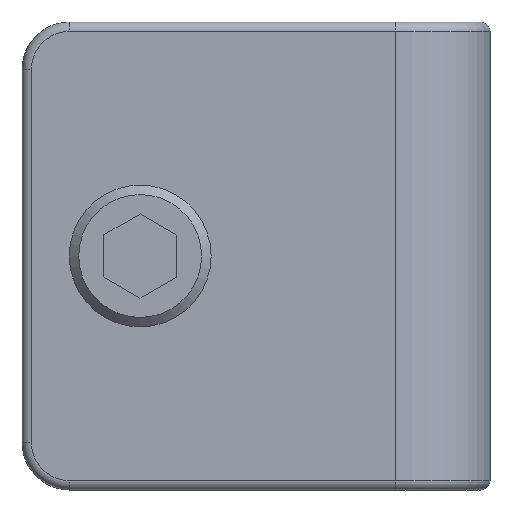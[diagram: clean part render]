
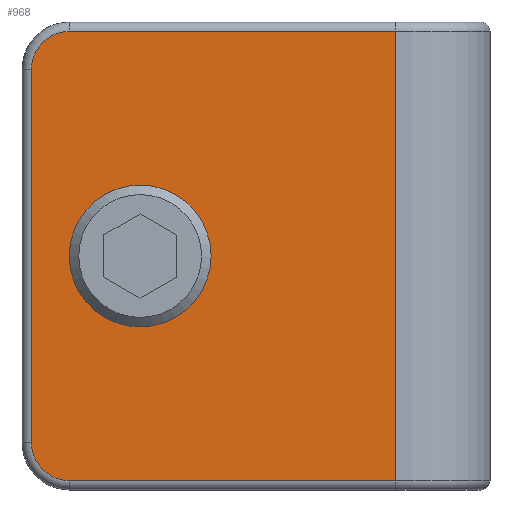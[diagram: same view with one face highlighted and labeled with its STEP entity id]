
A CAD part, front view. The second image highlights one B-rep face of the part: STEP entity #968.
In plain terms, the highlighted planar face has unit normal (0, -1, 0).
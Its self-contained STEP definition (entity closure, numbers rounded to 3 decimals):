
#61=FACE_BOUND('',#256,.T.);
#64=CIRCLE('',#987,1.5);
#94=CIRCLE('',#1033,0.8);
#98=CIRCLE('',#1039,0.8);
#188=FACE_OUTER_BOUND('',#255,.T.);
#255=EDGE_LOOP('',(#851,#852,#853,#854,#855,#856));
#256=EDGE_LOOP('',(#857));
#291=LINE('',#1564,#357);
#293=LINE('',#1576,#359);
#295=LINE('',#1585,#361);
#325=LINE('',#1708,#391);
#357=VECTOR('',#1246,10.);
#359=VECTOR('',#1260,10.);
#361=VECTOR('',#1272,10.);
#391=VECTOR('',#1424,10.);
#408=VERTEX_POINT('',#1481);
#412=VERTEX_POINT('',#1492);
#433=VERTEX_POINT('',#1554);
#435=VERTEX_POINT('',#1560);
#437=VERTEX_POINT('',#1566);
#439=VERTEX_POINT('',#1572);
#441=VERTEX_POINT('',#1578);
#495=EDGE_CURVE('',#408,#408,#64,.T.);
#534=EDGE_CURVE('',#433,#435,#291,.T.);
#537=EDGE_CURVE('',#435,#437,#94,.T.);
#540=EDGE_CURVE('',#437,#439,#293,.T.);
#543=EDGE_CURVE('',#439,#441,#98,.T.);
#545=EDGE_CURVE('',#441,#412,#295,.T.);
#607=EDGE_CURVE('',#433,#412,#325,.T.);
#851=ORIENTED_EDGE('',*,*,#534,.F.);
#852=ORIENTED_EDGE('',*,*,#607,.T.);
#853=ORIENTED_EDGE('',*,*,#545,.F.);
#854=ORIENTED_EDGE('',*,*,#543,.F.);
#855=ORIENTED_EDGE('',*,*,#540,.F.);
#856=ORIENTED_EDGE('',*,*,#537,.F.);
#857=ORIENTED_EDGE('',*,*,#495,.T.);
#896=PLANE('',#1101);
#968=ADVANCED_FACE('',(#188,#61),#896,.T.);
#987=AXIS2_PLACEMENT_3D('',#1482,#1149,#1150);
#1033=AXIS2_PLACEMENT_3D('',#1570,#1253,#1254);
#1039=AXIS2_PLACEMENT_3D('',#1582,#1267,#1268);
#1101=AXIS2_PLACEMENT_3D('',#1707,#1422,#1423);
#1149=DIRECTION('center_axis',(0.,1.,0.));
#1150=DIRECTION('ref_axis',(-1.,0.,0.));
#1246=DIRECTION('',(-1.,0.,0.));
#1253=DIRECTION('center_axis',(0.,1.,0.));
#1254=DIRECTION('ref_axis',(-0.707,0.,-0.707));
#1260=DIRECTION('',(0.,0.,1.));
#1267=DIRECTION('center_axis',(0.,1.,0.));
#1268=DIRECTION('ref_axis',(-0.707,0.,0.707));
#1272=DIRECTION('',(1.,0.,0.));
#1422=DIRECTION('center_axis',(0.,-1.,0.));
#1423=DIRECTION('ref_axis',(1.,0.,0.));
#1424=DIRECTION('',(0.,0.,1.));
#1481=CARTESIAN_POINT('',(-5.9,0.,0.));
#1482=CARTESIAN_POINT('Origin',(-7.4,0.,0.));
#1492=CARTESIAN_POINT('',(-2.,0.,4.75));
#1554=CARTESIAN_POINT('',(-2.,0.,-4.75));
#1560=CARTESIAN_POINT('',(-8.9,0.,-4.75));
#1564=CARTESIAN_POINT('',(-6.961,0.,-4.75));
#1566=CARTESIAN_POINT('',(-9.7,0.,-3.95));
#1570=CARTESIAN_POINT('Origin',(-8.9,0.,-3.95));
#1572=CARTESIAN_POINT('',(-9.7,0.,3.95));
#1576=CARTESIAN_POINT('',(-9.7,0.,0.));
#1578=CARTESIAN_POINT('',(-8.9,0.,4.75));
#1582=CARTESIAN_POINT('Origin',(-8.9,0.,3.95));
#1585=CARTESIAN_POINT('',(-6.961,0.,4.75));
#1707=CARTESIAN_POINT('Origin',(-9.9,0.,0.));
#1708=CARTESIAN_POINT('',(-2.,0.,0.));
